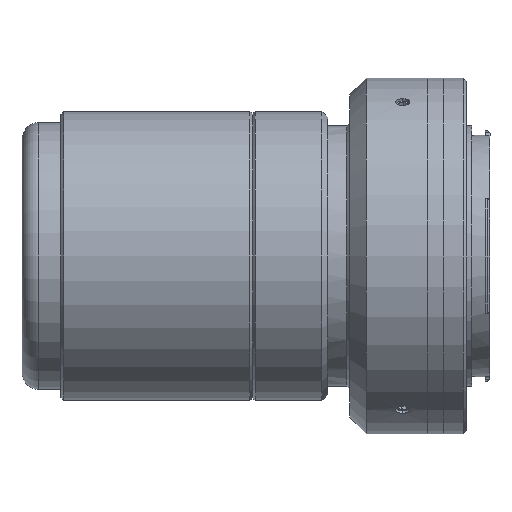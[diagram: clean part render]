
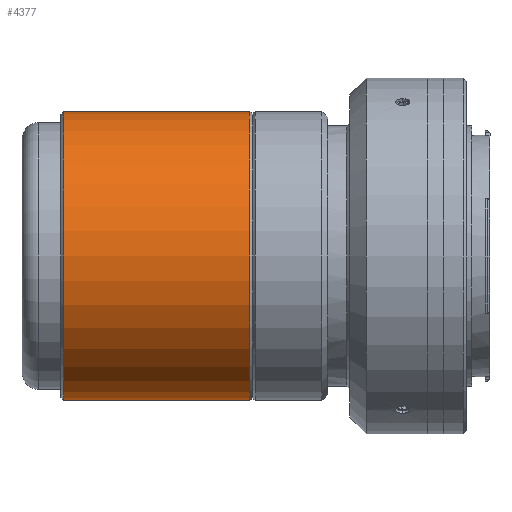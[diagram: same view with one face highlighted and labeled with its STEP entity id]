
A CAD part, front view. The second image highlights one B-rep face of the part: STEP entity #4377.
In plain terms, the highlighted cylindrical face has radius 26 mm (diameter 52 mm), a partial arc.
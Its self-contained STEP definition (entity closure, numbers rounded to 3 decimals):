
#188 = CIRCLE ( 'NONE', #3564, 26. ) ;
#272 = LINE ( 'NONE', #987, #1528 ) ;
#566 = ORIENTED_EDGE ( 'NONE', *, *, #4180, .F. ) ;
#640 = CARTESIAN_POINT ( 'NONE',  ( 7.1, 0., 0. ) ) ;
#958 = VERTEX_POINT ( 'NONE', #3712 ) ;
#987 = CARTESIAN_POINT ( 'NONE',  ( 88.16, 0., 26. ) ) ;
#1054 = EDGE_LOOP ( 'NONE', ( #4251, #4249, #3589, #566 ) ) ;
#1125 = DIRECTION ( 'NONE',  ( -1., 0., 0. ) ) ;
#1266 = CIRCLE ( 'NONE', #4486, 26. ) ;
#1288 = LINE ( 'NONE', #3095, #3224 ) ;
#1360 = VERTEX_POINT ( 'NONE', #2168 ) ;
#1451 = DIRECTION ( 'NONE',  ( 0., 0., -1. ) ) ;
#1501 = EDGE_CURVE ( 'NONE', #958, #1360, #188, .T. ) ;
#1528 = VECTOR ( 'NONE', #1644, 1000. ) ;
#1644 = DIRECTION ( 'NONE',  ( -1., 0., 0. ) ) ;
#1862 = CYLINDRICAL_SURFACE ( 'NONE', #4450, 26. ) ;
#1877 = VERTEX_POINT ( 'NONE', #1986 ) ;
#1986 = CARTESIAN_POINT ( 'NONE',  ( 7.1, 0., 26. ) ) ;
#2168 = CARTESIAN_POINT ( 'NONE',  ( -26.4, 0., 26. ) ) ;
#2297 = CARTESIAN_POINT ( 'NONE',  ( 7.1, 0., -26. ) ) ;
#2473 = DIRECTION ( 'NONE',  ( 0., 0., -1. ) ) ;
#2572 = VERTEX_POINT ( 'NONE', #2297 ) ;
#2930 = CARTESIAN_POINT ( 'NONE',  ( 88.16, 0., 0. ) ) ;
#3048 = CARTESIAN_POINT ( 'NONE',  ( -26.4, 0., 0. ) ) ;
#3068 = DIRECTION ( 'NONE',  ( -1., 0., 0. ) ) ;
#3095 = CARTESIAN_POINT ( 'NONE',  ( 88.16, 0., -26. ) ) ;
#3119 = DIRECTION ( 'NONE',  ( 0., 0., -1. ) ) ;
#3153 = EDGE_CURVE ( 'NONE', #2572, #1877, #1266, .T. ) ;
#3224 = VECTOR ( 'NONE', #3867, 1000. ) ;
#3564 = AXIS2_PLACEMENT_3D ( 'NONE', #3048, #3068, #3119 ) ;
#3589 = ORIENTED_EDGE ( 'NONE', *, *, #1501, .F. ) ;
#3712 = CARTESIAN_POINT ( 'NONE',  ( -26.4, 0., -26. ) ) ;
#3867 = DIRECTION ( 'NONE',  ( -1., 0., 0. ) ) ;
#4180 = EDGE_CURVE ( 'NONE', #2572, #958, #1288, .T. ) ;
#4249 = ORIENTED_EDGE ( 'NONE', *, *, #4648, .T. ) ;
#4251 = ORIENTED_EDGE ( 'NONE', *, *, #3153, .T. ) ;
#4377 = ADVANCED_FACE ( 'NONE', ( #4393 ), #1862, .T. ) ;
#4393 = FACE_OUTER_BOUND ( 'NONE', #1054, .T. ) ;
#4450 = AXIS2_PLACEMENT_3D ( 'NONE', #2930, #1125, #1451 ) ;
#4486 = AXIS2_PLACEMENT_3D ( 'NONE', #640, #4612, #2473 ) ;
#4612 = DIRECTION ( 'NONE',  ( -1., 0., 0. ) ) ;
#4648 = EDGE_CURVE ( 'NONE', #1877, #1360, #272, .T. ) ;
